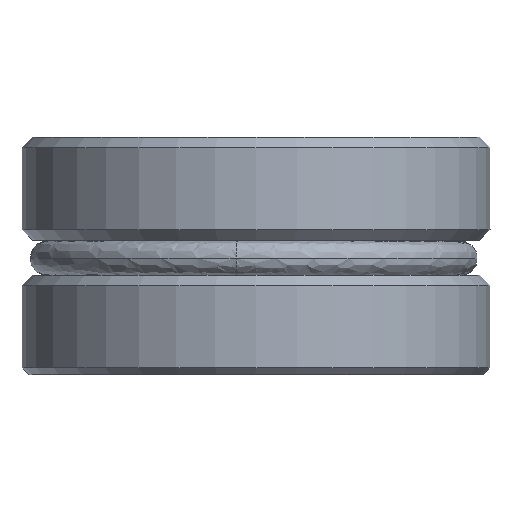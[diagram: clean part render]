
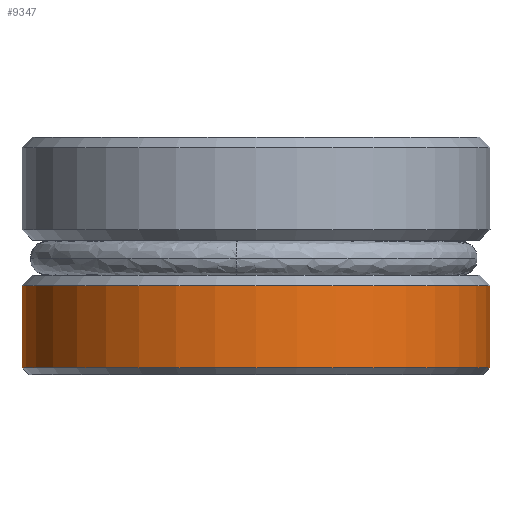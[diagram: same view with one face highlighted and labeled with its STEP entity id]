
A CAD part, front view. The second image highlights one B-rep face of the part: STEP entity #9347.
In plain terms, the highlighted cylindrical face has radius 6.795 mm (diameter 13.589 mm), a partial arc.
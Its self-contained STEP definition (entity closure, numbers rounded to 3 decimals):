
#202 = VECTOR ( 'NONE', #7753, 1000. ) ;
#401 = VERTEX_POINT ( 'NONE', #8829 ) ;
#795 = ORIENTED_EDGE ( 'NONE', *, *, #3159, .T. ) ;
#1615 = DIRECTION ( 'NONE',  ( 0., 0., -1. ) ) ;
#1786 = CARTESIAN_POINT ( 'NONE',  ( -4.318, 3.11, 13.049 ) ) ;
#2099 = EDGE_CURVE ( 'NONE', #401, #10928, #10471, .T. ) ;
#2198 = CARTESIAN_POINT ( 'NONE',  ( -4.318, 3.11, 19.749 ) ) ;
#2288 = VERTEX_POINT ( 'NONE', #9885 ) ;
#2706 = CIRCLE ( 'NONE', #9898, 6.795 ) ;
#3085 = CYLINDRICAL_SURFACE ( 'NONE', #7806, 6.795 ) ;
#3159 = EDGE_CURVE ( 'NONE', #10928, #2288, #9391, .T. ) ;
#3546 = DIRECTION ( 'NONE',  ( 1., 0., 0. ) ) ;
#4293 = AXIS2_PLACEMENT_3D ( 'NONE', #8585, #7412, #11081 ) ;
#4378 = CARTESIAN_POINT ( 'NONE',  ( 9.271, 3.11, 15.439 ) ) ;
#4544 = VERTEX_POINT ( 'NONE', #4378 ) ;
#5137 = EDGE_CURVE ( 'NONE', #4544, #2288, #8246, .T. ) ;
#5918 = ORIENTED_EDGE ( 'NONE', *, *, #9964, .T. ) ;
#6457 = CARTESIAN_POINT ( 'NONE',  ( 9.271, 3.11, 19.749 ) ) ;
#6706 = CARTESIAN_POINT ( 'NONE',  ( 2.476, 3.11, 19.749 ) ) ;
#7412 = DIRECTION ( 'NONE',  ( 0., 0., 1. ) ) ;
#7602 = FACE_OUTER_BOUND ( 'NONE', #11588, .T. ) ;
#7753 = DIRECTION ( 'NONE',  ( 0., 0., -1. ) ) ;
#7806 = AXIS2_PLACEMENT_3D ( 'NONE', #6706, #11021, #10204 ) ;
#8246 = LINE ( 'NONE', #6457, #9181 ) ;
#8253 = ORIENTED_EDGE ( 'NONE', *, *, #2099, .T. ) ;
#8585 = CARTESIAN_POINT ( 'NONE',  ( 2.476, 3.11, 13.049 ) ) ;
#8829 = CARTESIAN_POINT ( 'NONE',  ( -4.318, 3.11, 15.439 ) ) ;
#8974 = ORIENTED_EDGE ( 'NONE', *, *, #5137, .F. ) ;
#9181 = VECTOR ( 'NONE', #11127, 1000. ) ;
#9347 = ADVANCED_FACE ( 'NONE', ( #7602 ), #3085, .T. ) ;
#9391 = CIRCLE ( 'NONE', #4293, 6.795 ) ;
#9885 = CARTESIAN_POINT ( 'NONE',  ( 9.271, 3.11, 13.049 ) ) ;
#9898 = AXIS2_PLACEMENT_3D ( 'NONE', #11660, #1615, #3546 ) ;
#9964 = EDGE_CURVE ( 'NONE', #4544, #401, #2706, .T. ) ;
#10204 = DIRECTION ( 'NONE',  ( -1., 0., 0. ) ) ;
#10471 = LINE ( 'NONE', #2198, #202 ) ;
#10928 = VERTEX_POINT ( 'NONE', #1786 ) ;
#11021 = DIRECTION ( 'NONE',  ( 0., 0., -1. ) ) ;
#11081 = DIRECTION ( 'NONE',  ( 1., 0., 0. ) ) ;
#11127 = DIRECTION ( 'NONE',  ( 0., 0., -1. ) ) ;
#11588 = EDGE_LOOP ( 'NONE', ( #8974, #5918, #8253, #795 ) ) ;
#11660 = CARTESIAN_POINT ( 'NONE',  ( 2.476, 3.11, 15.439 ) ) ;
